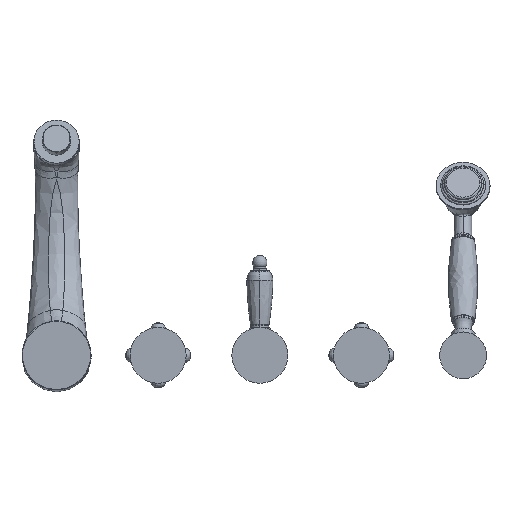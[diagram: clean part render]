
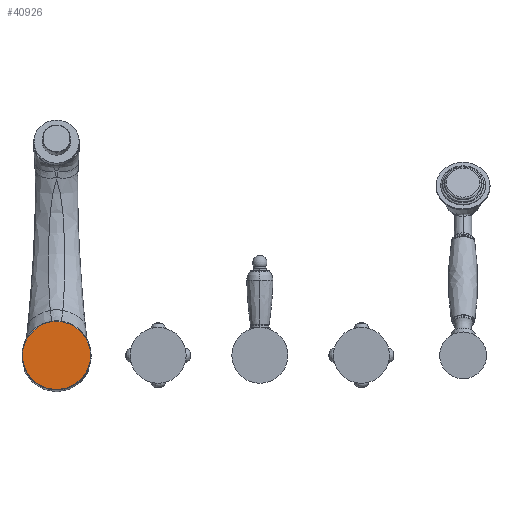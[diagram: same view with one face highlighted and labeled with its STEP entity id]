
A CAD part, front view. The second image highlights one B-rep face of the part: STEP entity #40926.
In plain terms, the highlighted planar face has unit normal (0, -1, 0).
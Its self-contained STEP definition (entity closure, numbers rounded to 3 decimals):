
#38987=CARTESIAN_POINT('',(-166.502,-24.9,-0.167));
#38988=CARTESIAN_POINT('',(-166.503,-24.9,-2.109));
#38989=CARTESIAN_POINT('',(-166.847,-24.9,-5.993));
#38990=CARTESIAN_POINT('',(-168.374,-24.9,-11.683));
#38991=CARTESIAN_POINT('',(-170.873,-24.9,-17.001));
#38992=CARTESIAN_POINT('',(-174.28,-24.9,-21.836));
#38993=CARTESIAN_POINT('',(-178.464,-24.9,-25.981));
#38994=CARTESIAN_POINT('',(-183.335,-24.9,-29.349));
#38995=CARTESIAN_POINT('',(-188.692,-24.9,-31.806));
#38996=CARTESIAN_POINT('',(-194.411,-24.9,-33.291));
#38997=CARTESIAN_POINT('',(-199.305,-24.9,-33.68));
#38998=CARTESIAN_POINT('',(-202.169,-24.9,-33.531));
#38999=CARTESIAN_POINT('',(-203.098,-24.9,-33.443));
#39001=CARTESIAN_POINT('',(-203.098,-24.9,-33.443));
#39002=CARTESIAN_POINT('',(-203.795,-24.9,-33.378));
#39003=CARTESIAN_POINT('',(-206.462,-24.9,-33.045));
#39004=CARTESIAN_POINT('',(-211.015,-24.9,-31.913));
#39005=CARTESIAN_POINT('',(-216.456,-24.9,-29.472));
#39006=CARTESIAN_POINT('',(-221.404,-24.9,-26.095));
#39007=CARTESIAN_POINT('',(-225.656,-24.9,-21.917));
#39008=CARTESIAN_POINT('',(-229.11,-24.9,-17.04));
#39009=CARTESIAN_POINT('',(-231.642,-24.9,-11.651));
#39010=CARTESIAN_POINT('',(-233.161,-24.9,-5.936));
#39011=CARTESIAN_POINT('',(-233.497,-24.9,-2.095));
#39012=CARTESIAN_POINT('',(-233.498,-24.9,-0.167));
#39014=CARTESIAN_POINT('',(-233.498,-24.9,-0.167));
#39015=CARTESIAN_POINT('',(-233.497,-24.9,1.844));
#39016=CARTESIAN_POINT('',(-233.13,-24.9,5.868));
#39017=CARTESIAN_POINT('',(-231.508,-24.9,11.744));
#39018=CARTESIAN_POINT('',(-228.849,-24.9,17.228));
#39019=CARTESIAN_POINT('',(-225.241,-24.9,22.17));
#39020=CARTESIAN_POINT('',(-220.809,-24.9,26.372));
#39021=CARTESIAN_POINT('',(-215.669,-24.9,29.729));
#39022=CARTESIAN_POINT('',(-210.043,-24.9,32.093));
#39023=CARTESIAN_POINT('',(-204.718,-24.9,33.267));
#39024=CARTESIAN_POINT('',(-201.347,-24.9,33.491));
#39025=CARTESIAN_POINT('',(-200.,-24.9,33.5));
#39027=CARTESIAN_POINT('',(-200.,-24.9,33.5));
#39028=CARTESIAN_POINT('',(-198.473,-24.9,33.49));
#39029=CARTESIAN_POINT('',(-194.93,-24.9,33.226));
#39030=CARTESIAN_POINT('',(-189.48,-24.9,31.935));
#39031=CARTESIAN_POINT('',(-183.932,-24.9,29.51));
#39032=CARTESIAN_POINT('',(-178.875,-24.9,26.116));
#39033=CARTESIAN_POINT('',(-174.524,-24.9,21.895));
#39034=CARTESIAN_POINT('',(-170.992,-24.9,16.956));
#39035=CARTESIAN_POINT('',(-168.4,-24.9,11.487));
#39036=CARTESIAN_POINT('',(-166.846,-24.9,5.684));
#39037=CARTESIAN_POINT('',(-166.503,-24.9,1.789));
#39038=CARTESIAN_POINT('',(-166.502,-24.9,-0.167));
#40442=VERTEX_POINT('',#38987);
#40443=VERTEX_POINT('',#38999);
#40447=VERTEX_POINT('',#39027);
#40449=VERTEX_POINT('',#39012);
#40914=CARTESIAN_POINT('',(-200.,-24.9,0.));
#40915=DIRECTION('',(0.,1.,0.));
#40916=DIRECTION('',(1.,0.,0.));
#40917=AXIS2_PLACEMENT_3D('',#40914,#40915,#40916);
#40918=PLANE('',#40917);
#40920=ORIENTED_EDGE('',*,*,#40919,.T.);
#40921=ORIENTED_EDGE('',*,*,#40900,.T.);
#40922=ORIENTED_EDGE('',*,*,#40553,.T.);
#40923=ORIENTED_EDGE('',*,*,#40626,.T.);
#40924=EDGE_LOOP('',(#40920,#40921,#40922,#40923));
#40925=FACE_OUTER_BOUND('',#40924,.F.);
#40926=ADVANCED_FACE('',(#40925),#40918,.F.);
#39000=B_SPLINE_CURVE_WITH_KNOTS('',3,(#38987,#38988,#38989,#38990,#38991,
#38992,#38993,#38994,#38995,#38996,#38997,#38998,#38999),.UNSPECIFIED.,.F.,.F.,(
4,1,1,1,1,1,1,1,1,1,4),(0.,0.105,0.211,
0.316,0.422,0.527,0.632,
0.738,0.843,0.948,1.),.UNSPECIFIED.);
#39013=B_SPLINE_CURVE_WITH_KNOTS('',3,(#39001,#39002,#39003,#39004,#39005,
#39006,#39007,#39008,#39009,#39010,#39011,#39012),.UNSPECIFIED.,.F.,.F.,(4,1,1,
1,1,1,1,1,1,4),(0.,0.042,0.162,0.282,
0.401,0.521,0.641,0.761,
0.88,1.),.UNSPECIFIED.);
#39026=B_SPLINE_CURVE_WITH_KNOTS('',3,(#39014,#39015,#39016,#39017,#39018,
#39019,#39020,#39021,#39022,#39023,#39024,#39025),.UNSPECIFIED.,.F.,.F.,(4,1,1,
1,1,1,1,1,1,4),(0.,0.115,0.231,0.346,
0.461,0.576,0.692,0.807,
0.922,1.),.UNSPECIFIED.);
#39039=B_SPLINE_CURVE_WITH_KNOTS('',3,(#39027,#39028,#39029,#39030,#39031,
#39032,#39033,#39034,#39035,#39036,#39037,#39038),.UNSPECIFIED.,.F.,.F.,(4,1,1,
1,1,1,1,1,1,4),(0.,0.088,0.202,0.316,
0.43,0.544,0.658,0.772,
0.886,1.),.UNSPECIFIED.);
#40553=EDGE_CURVE('',#40449,#40447,#39026,.T.);
#40626=EDGE_CURVE('',#40447,#40442,#39039,.T.);
#40900=EDGE_CURVE('',#40443,#40449,#39013,.T.);
#40919=EDGE_CURVE('',#40442,#40443,#39000,.T.);
